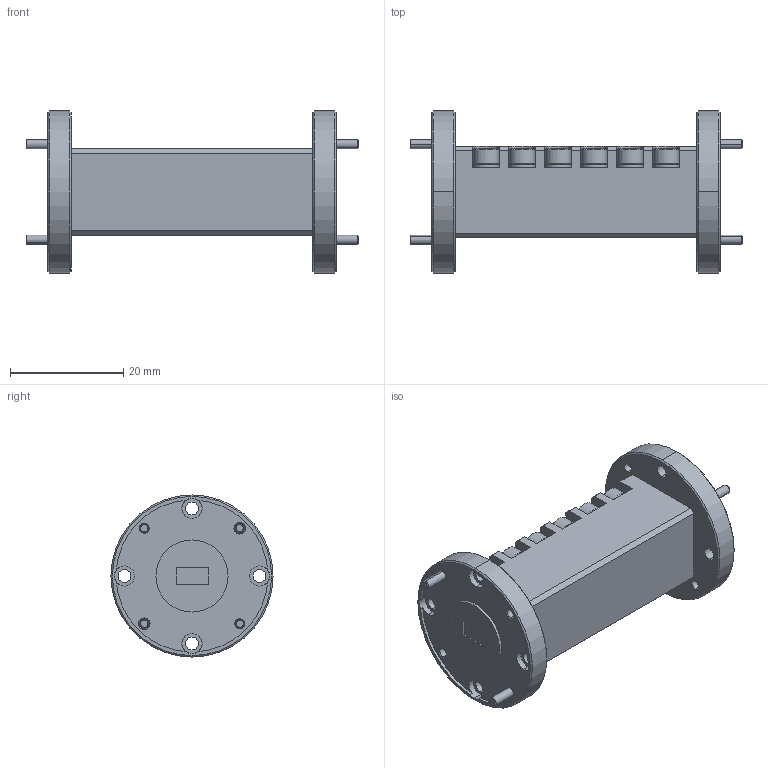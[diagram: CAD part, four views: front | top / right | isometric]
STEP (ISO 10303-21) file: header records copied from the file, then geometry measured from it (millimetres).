
FILE_DESCRIPTION (( 'STEP AP214' ), '1' );
FILE_NAME ('WF-BQ-A-2.0, Defeatured.STEP', '2024-02-28T20:22:22', ( '' ), ( '' ), 'SwSTEP 2.0', 'SolidWorks 2021', '' );
FILE_SCHEMA (( 'AUTOMOTIVE_DESIGN' ));
Length unit declared in the file: inch
Products named in the file (1): WF-BQ-A-2.0, Defeatured
Bounding box: 58.55 x 28.57 x 28.57 mm (x, y, z)
Volume: 14582.3 mm3; surface area: 7293.3 mm2
Topology: 5 solids, 5 shells, 606 faces, 1400 edges, 848 vertices
Faces by surface type: plane 247, cylinder 187, cone 172
Entity records: 24945 total; most frequent: CARTESIAN_POINT 3371, DIRECTION 3117, ORIENTED_EDGE 2800, EDGE_CURVE 1400, AXIS2_PLACEMENT_3D 1194, VERTEX_POINT 848, VECTOR 729, LINE 729
